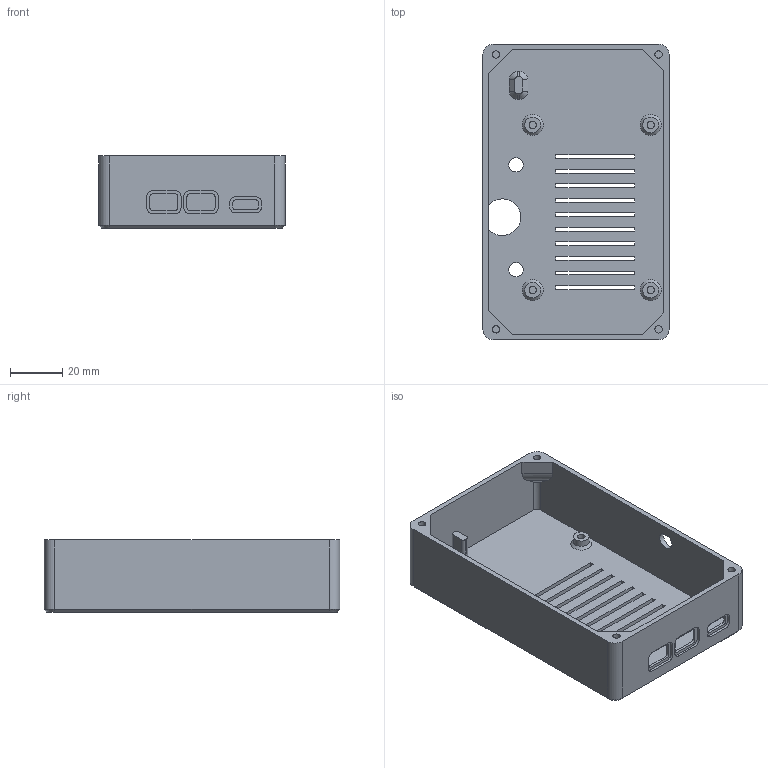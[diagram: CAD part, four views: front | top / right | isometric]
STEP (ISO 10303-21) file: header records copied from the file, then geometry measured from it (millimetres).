
FILE_DESCRIPTION(/* description */ (''),/* implementation_level */ '2;1');
FILE_NAME(/* name */ 'BOX V2.x Gilphilbert for antenna.step',/* time_stamp */ '2026-02-13T15:05:20+01:00',/* author */ (''),/* organization */ (''),/* preprocessor_version */ 'ST-DEVELOPER v20.1',/* originating_system */ 'Autodesk Translation Framework v14.24.0.0',/* authorisation */ '');
FILE_SCHEMA (('AUTOMOTIVE_DESIGN { 1 0 10303 214 3 1 1 }'));
Length unit declared in the file: millimetre
Products named in the file (1): BOX V2.x Gilphilbert per antenna
Bounding box: 71 x 112.81 x 27.5 mm (x, y, z)
Volume: 34081.6 mm3; surface area: 35647.2 mm2
Topology: 1 solids, 1 shells, 180 faces, 466 edges, 304 vertices
Faces by surface type: plane 112, cylinder 56, cone 12
Full cylindrical faces by diameter (mm): 2.8 x8, 5.5 x2, 6 x4
Entity records: 5575 total; most frequent: DIRECTION 952, CARTESIAN_POINT 951, ORIENTED_EDGE 932, EDGE_CURVE 466, LINE 342, VECTOR 342, AXIS2_PLACEMENT_3D 305, VERTEX_POINT 304
